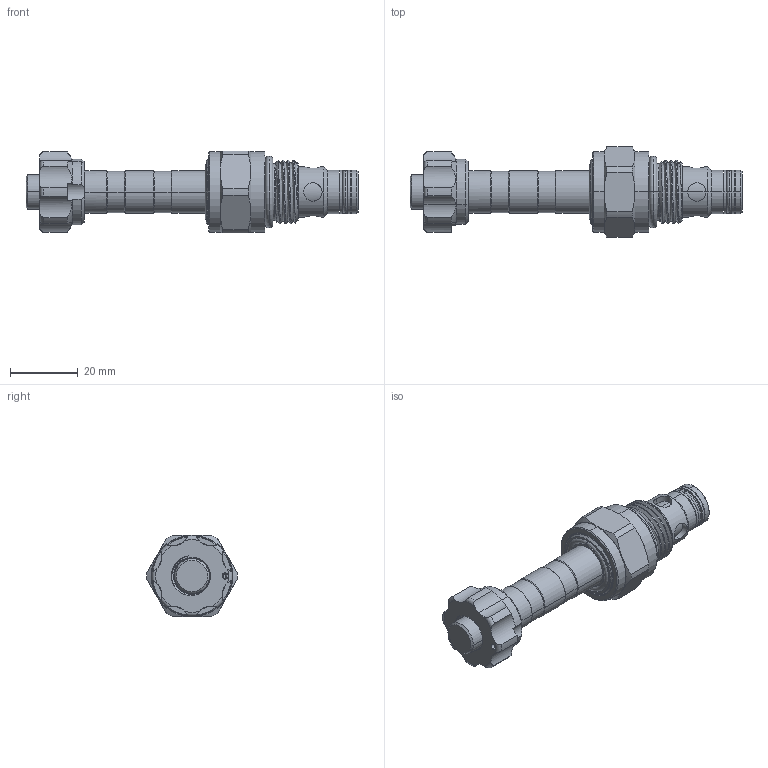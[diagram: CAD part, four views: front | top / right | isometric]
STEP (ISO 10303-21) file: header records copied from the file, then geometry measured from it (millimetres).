
FILE_DESCRIPTION (( 'STEP AP203' ), '1' );
FILE_NAME ('EP08W2A31M85.STEP', '2016-08-15T02:32:29', ( '' ), ( '' ), 'SwSTEP 2.0', 'SolidWorks 2012', '' );
FILE_SCHEMA (( 'CONFIG_CONTROL_DESIGN' ));
Length unit declared in the file: millimetre
Products named in the file (1): EP08W2A31M85
Bounding box: 97.85 x 26.69 x 24 mm (x, y, z)
Volume: 21626.9 mm3; surface area: 9445.6 mm2
Topology: 6 solids, 6 shells, 240 faces, 574 edges, 357 vertices
Faces by surface type: cylinder 117, cone 56, plane 31, torus 28, bspline 8
Entity records: 17236 total; most frequent: CARTESIAN_POINT 11759, ORIENTED_EDGE 1148, DIRECTION 1130, EDGE_CURVE 574, AXIS2_PLACEMENT_3D 485, VERTEX_POINT 357, EDGE_LOOP 263, CIRCLE 252
